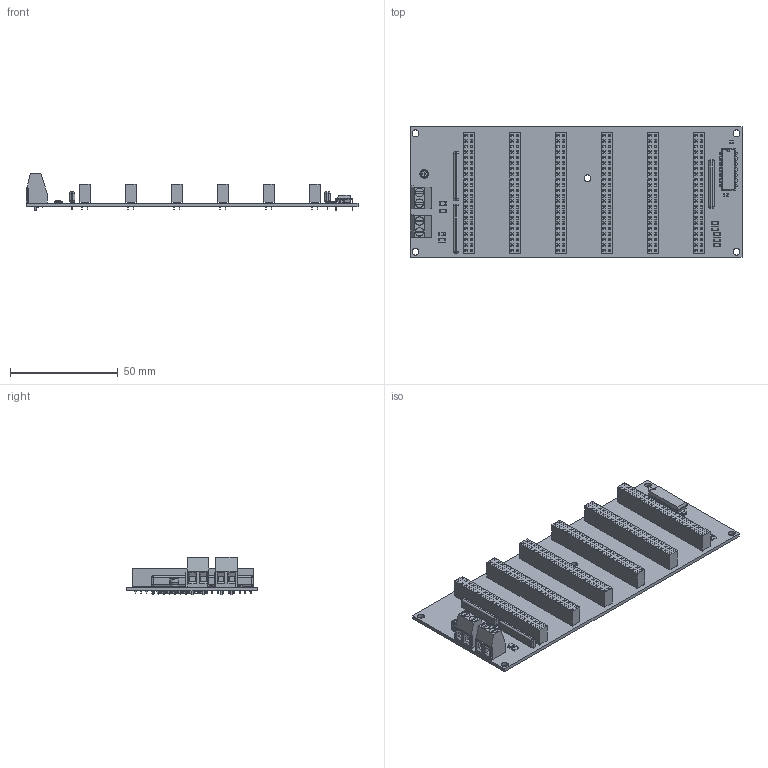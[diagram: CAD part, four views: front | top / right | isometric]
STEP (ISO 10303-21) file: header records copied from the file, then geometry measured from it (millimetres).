
FILE_DESCRIPTION(('KiCad electronic assembly'),'2;1');
FILE_NAME('Backplane.step','2025-01-29T16:59:55',('Pcbnew'),('Kicad'), 'Open CASCADE STEP processor 7.6','KiCad to STEP converter','Unknown' );
FILE_SCHEMA(('AUTOMOTIVE_DESIGN { 1 0 10303 214 1 1 1 1 }'));
Length unit declared in the file: millimetre
Products named in the file (18): Backplane 1; R_1206_3216Metric; TerminalBlock_Phoenix_MKDS-1,5-2_1x02_P5.00mm_Horizontal; TerminalBlock_Phoenix_MKDS_15_2_1x02_P500mm_Horizontal; LED_1206_3216Metric; C_0805_2012Metric; DIP-14_W7.62mm; R_Array_SIP9; CP_Radial_D4.0mm_P2.00mm; CP_Radial_D40mm_P200mm; PinSocket_2x22_P2.54mm_Vertical; Backplane_PCB
Assembly tree (33 placements, depth 3):
  Backplane 1
    R_1206_3216Metric  x7
      R_1206_3216Metric
    TerminalBlock_Phoenix_MKDS-1,5-2_1x02_P5.00mm_Horizontal  x2
      TerminalBlock_Phoenix_MKDS_15_2_1x02_P500mm_Horizontal
    LED_1206_3216Metric  x2
      LED_1206_3216Metric
    C_0805_2012Metric  x2
      C_0805_2012Metric
    DIP-14_W7.62mm
      DIP-14_W7.62mm
    R_Array_SIP9  x3
      R_Array_SIP9
    CP_Radial_D4.0mm_P2.00mm
      CP_Radial_D40mm_P200mm
    PinSocket_2x22_P2.54mm_Vertical  x6
      PinSocket_2x22_P2.54mm_Vertical
    Backplane_PCB
Bounding box: 153.95 x 60.45 x 17.3 mm (x, y, z)
Volume: 31367.3 mm3; surface area: 41221.2 mm2
Topology: 25 solids, 26 shells, 8420 faces, 22040 edges, 14243 vertices
Faces by surface type: plane 7836, cylinder 502, bspline 50, sphere 24, revolution 6, torus 2
Full cylindrical faces by diameter (mm): 0.3 x2, 0.6 x2, 0.8 x41, 1 x267, 1.52 x4, 3.2 x5, 3.8 x4, 4 x4
Entity records: 78987 total; most frequent: CARTESIAN_POINT 12471, ORIENTED_EDGE 11104, DIRECTION 10526, EDGE_CURVE 5552, LINE 4630, VECTOR 4630, VERTEX_POINT 3595, AXIS2_PLACEMENT_3D 2945
